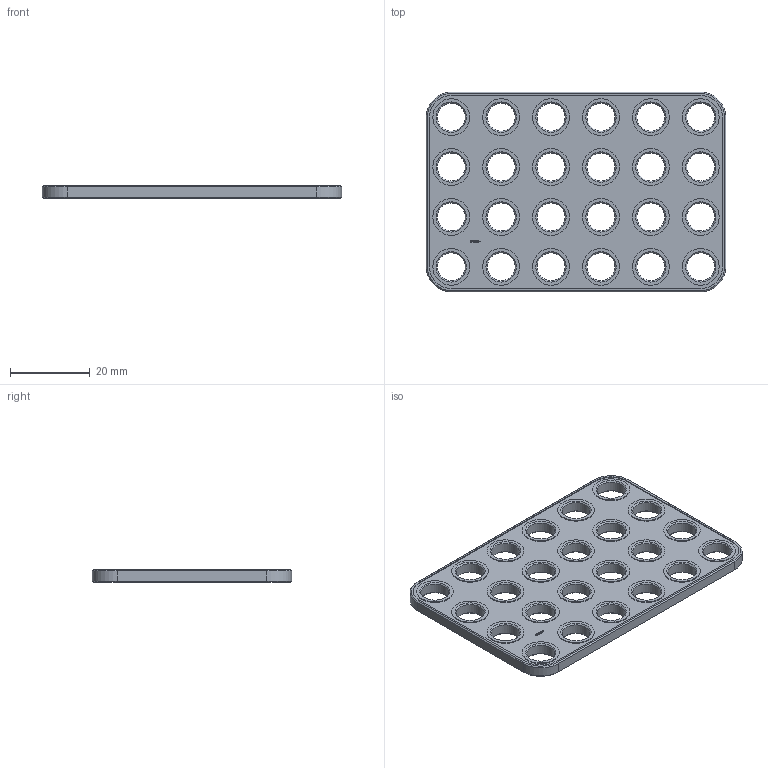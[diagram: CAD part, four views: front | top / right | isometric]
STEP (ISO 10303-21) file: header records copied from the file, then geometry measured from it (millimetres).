
FILE_DESCRIPTION(('FreeCAD Model'),'2;1');
FILE_NAME('Open CASCADE Shape Model','2024-10-08T01:27:18',(''),(''), 'Open CASCADE STEP processor 7.7','FreeCAD','Unknown');
FILE_SCHEMA(('AUTOMOTIVE_DESIGN { 1 0 10303 214 1 1 1 1 }'));
Length unit declared in the file: millimetre
Products named in the file (1): Plate RCT CRNR BU06x04x00.25 - SPN-PLT-0093 (stemfie.org)
Bounding box: 75 x 50 x 3.12 mm (x, y, z)
Volume: 8270.9 mm3; surface area: 7905.1 mm2
Topology: 1 solids, 1 shells, 637 faces, 1670 edges, 1092 vertices
Faces by surface type: plane 343, extrusion 182, cylinder 56, cone 56
Full cylindrical faces by diameter (mm): 7 x24, 9.2 x24
Entity records: 20133 total; most frequent: CARTESIAN_POINT 4883, ORIENTED_EDGE 3340, DIRECTION 2568, EDGE_CURVE 1670, VECTOR 1320, LINE 1138, VERTEX_POINT 1092, FACE_BOUND 742
